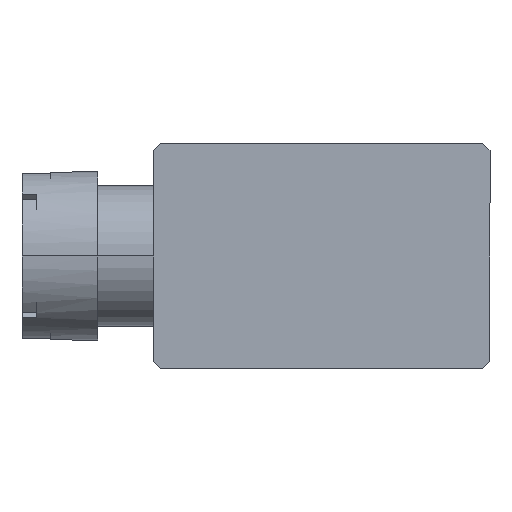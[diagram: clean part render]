
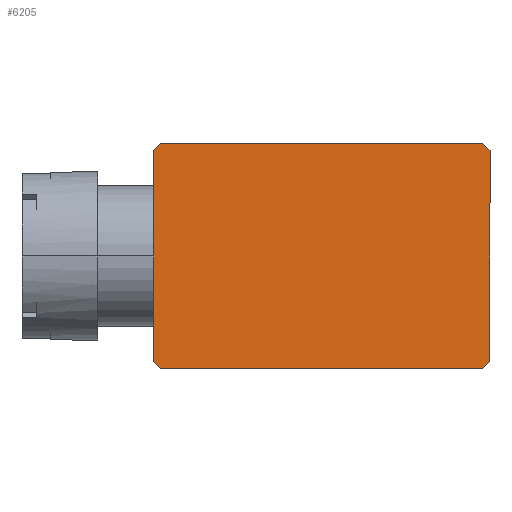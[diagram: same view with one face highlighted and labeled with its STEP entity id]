
A CAD part, left-side view. The second image highlights one B-rep face of the part: STEP entity #6205.
In plain terms, the highlighted face is planar.
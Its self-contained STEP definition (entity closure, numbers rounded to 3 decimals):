
#18 = DIRECTION ( 'NONE',  ( 0., 0., 1. ) ) ;
#287 = CARTESIAN_POINT ( 'NONE',  ( 4., -5.75, 88.5 ) ) ;
#582 = VECTOR ( 'NONE', #1069, 1000. ) ;
#612 = LINE ( 'NONE', #9719, #582 ) ;
#677 = VECTOR ( 'NONE', #9899, 1000. ) ;
#699 = LINE ( 'NONE', #7201, #718 ) ;
#718 = VECTOR ( 'NONE', #3226, 1000. ) ;
#770 = LINE ( 'NONE', #2450, #857 ) ;
#803 = LINE ( 'NONE', #4213, #677 ) ;
#857 = VECTOR ( 'NONE', #7975, 1000. ) ;
#961 = EDGE_CURVE ( 'NONE', #4819, #4789, #8991, .T. ) ;
#970 = CARTESIAN_POINT ( 'NONE',  ( -4., -5.75, 88.5 ) ) ;
#1015 = LINE ( 'NONE', #1496, #1034 ) ;
#1034 = VECTOR ( 'NONE', #2333, 1000. ) ;
#1069 = DIRECTION ( 'NONE',  ( -0.707, -0.707, 0. ) ) ;
#1076 = EDGE_CURVE ( 'NONE', #8751, #4997, #8822, .T. ) ;
#1496 = CARTESIAN_POINT ( 'NONE',  ( -4., -6., 88.5 ) ) ;
#1667 = EDGE_CURVE ( 'NONE', #8270, #3426, #1015, .T. ) ;
#1818 = EDGE_CURVE ( 'NONE', #4789, #8270, #770, .T. ) ;
#1866 = CARTESIAN_POINT ( 'NONE',  ( -4., 5.75, 88.5 ) ) ;
#1885 = EDGE_CURVE ( 'NONE', #3426, #8751, #699, .T. ) ;
#1949 = EDGE_CURVE ( 'NONE', #4997, #6340, #803, .T. ) ;
#2021 = EDGE_CURVE ( 'NONE', #7866, #4819, #612, .T. ) ;
#2222 = CARTESIAN_POINT ( 'NONE',  ( 4., 6., 88.5 ) ) ;
#2333 = DIRECTION ( 'NONE',  ( 1., 0., 0. ) ) ;
#2450 = CARTESIAN_POINT ( 'NONE',  ( -3.875, -5.875, 88.5 ) ) ;
#2885 = CARTESIAN_POINT ( 'NONE',  ( 4., 5.75, 88.5 ) ) ;
#3179 = FACE_OUTER_BOUND ( 'NONE', #8487, .T. ) ;
#3226 = DIRECTION ( 'NONE',  ( 0.707, 0.707, 0. ) ) ;
#3426 = VERTEX_POINT ( 'NONE', #9261 ) ;
#3812 = VECTOR ( 'NONE', #5086, 1000. ) ;
#4020 = AXIS2_PLACEMENT_3D ( 'NONE', #7226, #18, #5640 ) ;
#4213 = CARTESIAN_POINT ( 'NONE',  ( 5.875, 3.875, 88.5 ) ) ;
#4287 = CARTESIAN_POINT ( 'NONE',  ( -4., 6., 88.5 ) ) ;
#4789 = VERTEX_POINT ( 'NONE', #970 ) ;
#4819 = VERTEX_POINT ( 'NONE', #1866 ) ;
#4997 = VERTEX_POINT ( 'NONE', #2885 ) ;
#5086 = DIRECTION ( 'NONE',  ( -1., 0., 0. ) ) ;
#5378 = DIRECTION ( 'NONE',  ( 0., 1., 0. ) ) ;
#5640 = DIRECTION ( 'NONE',  ( 1., 0., 0. ) ) ;
#5991 = CARTESIAN_POINT ( 'NONE',  ( -3.75, 6., 88.5 ) ) ;
#6071 = CARTESIAN_POINT ( 'NONE',  ( -4., 6., 88.5 ) ) ;
#6205 = ADVANCED_FACE ( 'NONE', ( #3179 ), #9744, .T. ) ;
#6340 = VERTEX_POINT ( 'NONE', #8139 ) ;
#7060 = CARTESIAN_POINT ( 'NONE',  ( -3.75, -6., 88.5 ) ) ;
#7201 = CARTESIAN_POINT ( 'NONE',  ( -0.125, -9.875, 88.5 ) ) ;
#7226 = CARTESIAN_POINT ( 'NONE',  ( -4., -6., 88.5 ) ) ;
#7688 = DIRECTION ( 'NONE',  ( 0., -1., 0. ) ) ;
#7866 = VERTEX_POINT ( 'NONE', #5991 ) ;
#7975 = DIRECTION ( 'NONE',  ( 0.707, -0.707, 0. ) ) ;
#8139 = CARTESIAN_POINT ( 'NONE',  ( 3.75, 6., 88.5 ) ) ;
#8224 = ORIENTED_EDGE ( 'NONE', *, *, #961, .T. ) ;
#8254 = ORIENTED_EDGE ( 'NONE', *, *, #1818, .T. ) ;
#8263 = ORIENTED_EDGE ( 'NONE', *, *, #1667, .T. ) ;
#8270 = VERTEX_POINT ( 'NONE', #7060 ) ;
#8309 = ORIENTED_EDGE ( 'NONE', *, *, #1885, .T. ) ;
#8346 = ORIENTED_EDGE ( 'NONE', *, *, #1076, .T. ) ;
#8350 = ORIENTED_EDGE ( 'NONE', *, *, #1949, .T. ) ;
#8381 = ORIENTED_EDGE ( 'NONE', *, *, #9855, .T. ) ;
#8415 = ORIENTED_EDGE ( 'NONE', *, *, #2021, .T. ) ;
#8487 = EDGE_LOOP ( 'NONE', ( #8224, #8254, #8263, #8309, #8346, #8350, #8381, #8415 ) ) ;
#8751 = VERTEX_POINT ( 'NONE', #287 ) ;
#8822 = LINE ( 'NONE', #2222, #8827 ) ;
#8827 = VECTOR ( 'NONE', #5378, 1000. ) ;
#8938 = VECTOR ( 'NONE', #7688, 1000. ) ;
#8991 = LINE ( 'NONE', #6071, #8938 ) ;
#9261 = CARTESIAN_POINT ( 'NONE',  ( 3.75, -6., 88.5 ) ) ;
#9719 = CARTESIAN_POINT ( 'NONE',  ( -9.875, -0.125, 88.5 ) ) ;
#9744 = PLANE ( 'NONE',  #4020 ) ;
#9855 = EDGE_CURVE ( 'NONE', #6340, #7866, #10323, .T. ) ;
#9899 = DIRECTION ( 'NONE',  ( -0.707, 0.707, 0. ) ) ;
#10323 = LINE ( 'NONE', #4287, #3812 ) ;
